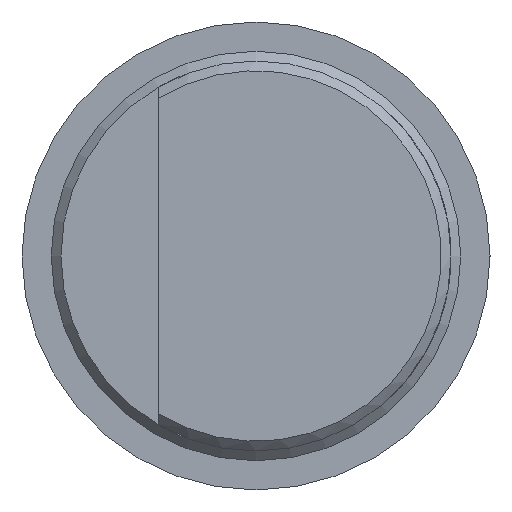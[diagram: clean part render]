
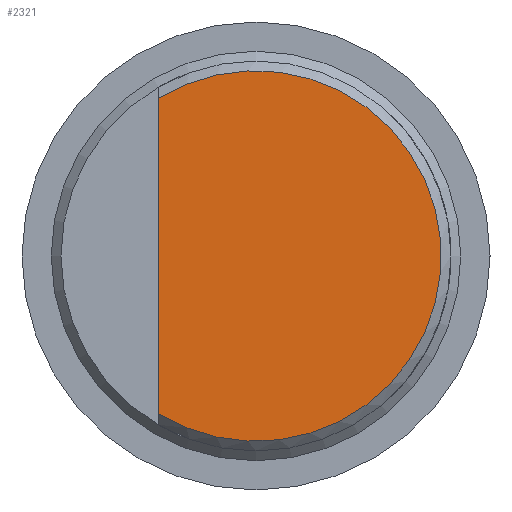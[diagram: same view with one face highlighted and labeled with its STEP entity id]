
A CAD part, left-side view. The second image highlights one B-rep face of the part: STEP entity #2321.
In plain terms, the highlighted planar face has unit normal (-1, 0, 0).
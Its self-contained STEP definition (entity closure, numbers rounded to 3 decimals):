
#27=LINE('',#3334,#45);
#45=VECTOR('',#2866,1000.);
#85=PLANE('',#2506);
#239=ORIENTED_EDGE('',*,*,#484,.T.);
#240=ORIENTED_EDGE('',*,*,#485,.T.);
#484=EDGE_CURVE('',#632,#633,#27,.T.);
#485=EDGE_CURVE('',#633,#632,#768,.F.);
#632=VERTEX_POINT('',#3335);
#633=VERTEX_POINT('',#3336);
#768=CIRCLE('',#2507,4.75);
#943=EDGE_LOOP('',(#239,#240));
#1184=FACE_BOUND('',#943,.T.);
#2321=ADVANCED_FACE('',(#1184),#85,.F.);
#2506=AXIS2_PLACEMENT_3D('',#3333,#2864,#2865);
#2507=AXIS2_PLACEMENT_3D('',#3337,#2867,#2868);
#2864=DIRECTION('',(1.,0.,0.));
#2865=DIRECTION('',(0.,0.,-1.));
#2866=DIRECTION('',(0.,0.,-1.));
#2867=DIRECTION('',(1.,0.,0.));
#2868=DIRECTION('',(0.,0.,-1.));
#3333=CARTESIAN_POINT('',(-105.,0.,0.));
#3334=CARTESIAN_POINT('',(-105.,2.5,13.288));
#3335=CARTESIAN_POINT('',(-105.,2.5,4.039));
#3336=CARTESIAN_POINT('',(-105.,2.5,-4.039));
#3337=CARTESIAN_POINT('',(-105.,0.,0.));
